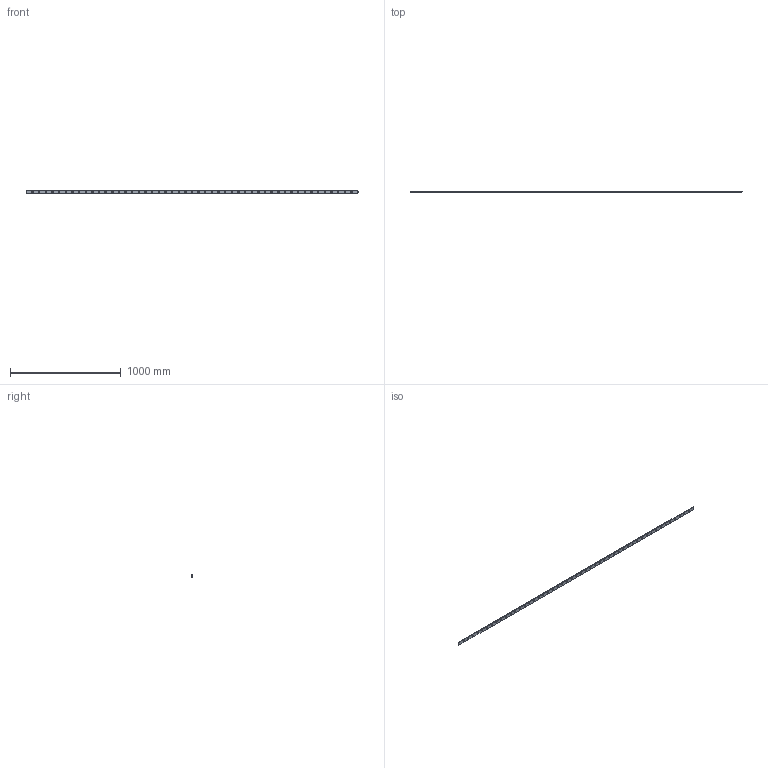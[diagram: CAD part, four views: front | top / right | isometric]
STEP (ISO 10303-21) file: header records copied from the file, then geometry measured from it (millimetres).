
FILE_DESCRIPTION (( 'STEP AP203' ), '1' );
FILE_NAME ('1458-83M.step', '2015-09-17T14:44:56', ( '' ), ( '' ), 'SwSTEP 2.0', 'SolidWorks 2015', '' );
FILE_SCHEMA (( 'CONFIG_CONTROL_DESIGN' ));
Length unit declared in the file: millimetre
Products named in the file (1): 1458-83M
Bounding box: 3000 x 8 x 30 mm (x, y, z)
Volume: 667967.6 mm3; surface area: 231505.2 mm2
Topology: 1 solids, 1 shells, 217 faces, 612 edges, 408 vertices
Faces by surface type: cylinder 98, plane 71, bspline 48
Entity records: 9655 total; most frequent: CARTESIAN_POINT 3894, ORIENTED_EDGE 1224, DIRECTION 1052, EDGE_CURVE 612, VERTEX_POINT 408, AXIS2_PLACEMENT_3D 366, EDGE_LOOP 326, LINE 320
